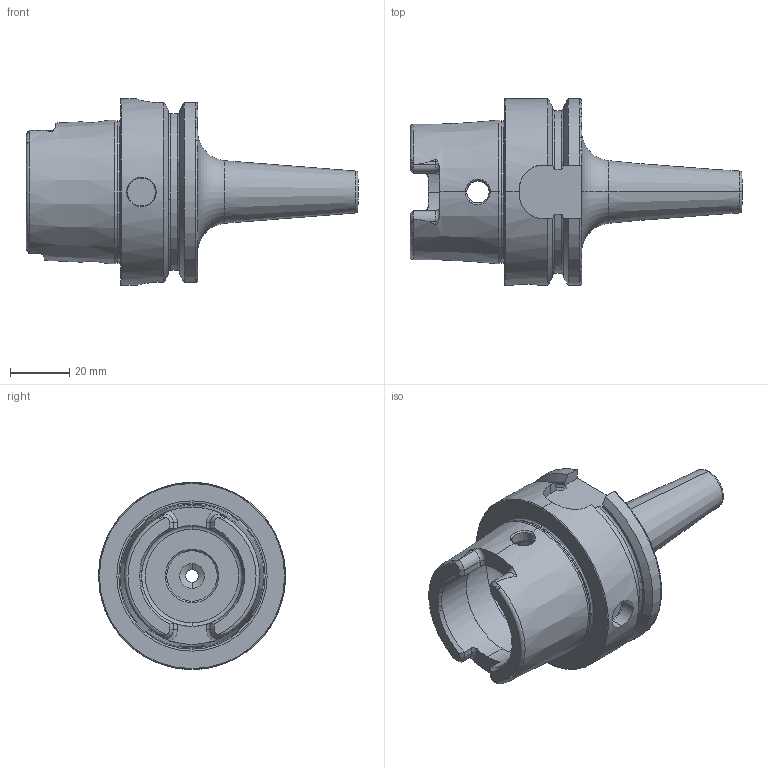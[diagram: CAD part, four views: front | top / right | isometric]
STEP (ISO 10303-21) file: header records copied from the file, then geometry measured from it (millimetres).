
FILE_DESCRIPTION (( 'STEP AP214' ), '1' );
FILE_NAME ('HA6-S06.K05.080.STEP', '2015-02-13T12:38:00', ( 'SWIAdmin' ), ( 'Hewlett-Packard Company' ), 'SwSTEP 2.0', 'SolidWorks 2012', '' );
FILE_SCHEMA (( 'AUTOMOTIVE_DESIGN' ));
Length unit declared in the file: millimetre
Products named in the file (1): HA6-S06.K05.080
Bounding box: 111.9 x 63 x 63 mm (x, y, z)
Volume: 95287.3 mm3; surface area: 26061.4 mm2
Topology: 1 solids, 1 shells, 191 faces, 491 edges, 306 vertices
Faces by surface type: cylinder 53, plane 49, torus 39, cone 38, bspline 12
Entity records: 8585 total; most frequent: CARTESIAN_POINT 2823, ORIENTED_EDGE 982, DIRECTION 894, EDGE_CURVE 491, AXIS2_PLACEMENT_3D 370, VERTEX_POINT 306, EDGE_LOOP 201, FACE_OUTER_BOUND 191
